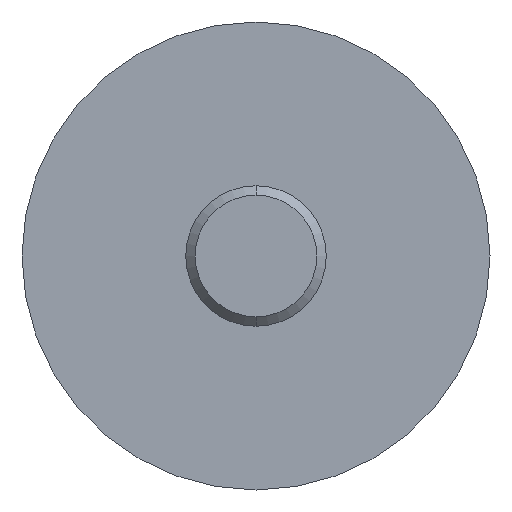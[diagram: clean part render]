
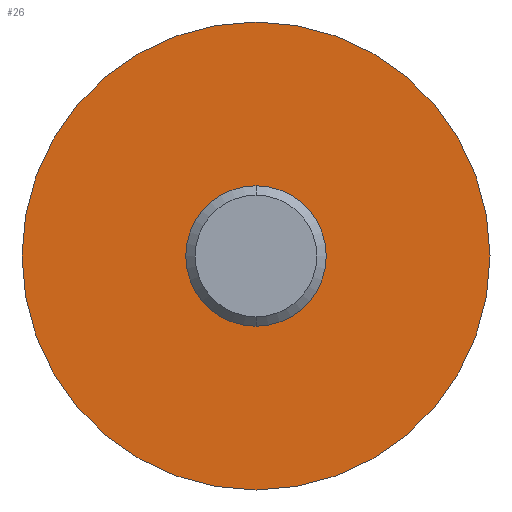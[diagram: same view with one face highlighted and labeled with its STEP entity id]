
A CAD part, front view. The second image highlights one B-rep face of the part: STEP entity #26.
In plain terms, the highlighted planar face has unit normal (0, -1, 0).
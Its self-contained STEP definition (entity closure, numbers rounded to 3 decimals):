
#11 = DIRECTION ( 'NONE',  ( 0., 0., 1. ) ) ;
#15 = VERTEX_POINT ( 'NONE', #38 ) ;
#17 = ORIENTED_EDGE ( 'NONE', *, *, #102, .F. ) ;
#18 = ORIENTED_EDGE ( 'NONE', *, *, #70, .F. ) ;
#20 = DIRECTION ( 'NONE',  ( 0., 1., 0. ) ) ;
#24 = AXIS2_PLACEMENT_3D ( 'NONE', #29, #96, #199 ) ;
#26 = ADVANCED_FACE ( 'NONE', ( #144, #113 ), #259, .F. ) ;
#29 = CARTESIAN_POINT ( 'NONE',  ( 0., 0., 0. ) ) ;
#31 = CARTESIAN_POINT ( 'NONE',  ( 0., 0., 0. ) ) ;
#33 = AXIS2_PLACEMENT_3D ( 'NONE', #31, #20, #138 ) ;
#38 = CARTESIAN_POINT ( 'NONE',  ( 0., 0., 5. ) ) ;
#39 = CIRCLE ( 'NONE', #83, 1.5 ) ;
#43 = CIRCLE ( 'NONE', #201, 5. ) ;
#47 = VERTEX_POINT ( 'NONE', #123 ) ;
#57 = EDGE_LOOP ( 'NONE', ( #168, #18 ) ) ;
#58 = CIRCLE ( 'NONE', #33, 5. ) ;
#63 = DIRECTION ( 'NONE',  ( 0., 0., -1. ) ) ;
#65 = DIRECTION ( 'NONE',  ( 0., 0., 1. ) ) ;
#70 = EDGE_CURVE ( 'NONE', #47, #141, #39, .T. ) ;
#72 = VERTEX_POINT ( 'NONE', #162 ) ;
#83 = AXIS2_PLACEMENT_3D ( 'NONE', #212, #255, #63 ) ;
#96 = DIRECTION ( 'NONE',  ( 0., -1., 0. ) ) ;
#101 = CARTESIAN_POINT ( 'NONE',  ( 0., 0., 0. ) ) ;
#102 = EDGE_CURVE ( 'NONE', #72, #15, #43, .T. ) ;
#113 = FACE_OUTER_BOUND ( 'NONE', #224, .T. ) ;
#123 = CARTESIAN_POINT ( 'NONE',  ( 0., 0., -1.5 ) ) ;
#138 = DIRECTION ( 'NONE',  ( 0., 0., 1. ) ) ;
#141 = VERTEX_POINT ( 'NONE', #187 ) ;
#144 = FACE_BOUND ( 'NONE', #57, .T. ) ;
#160 = CIRCLE ( 'NONE', #24, 1.5 ) ;
#162 = CARTESIAN_POINT ( 'NONE',  ( 0., 0., -5. ) ) ;
#167 = AXIS2_PLACEMENT_3D ( 'NONE', #101, #171, #65 ) ;
#168 = ORIENTED_EDGE ( 'NONE', *, *, #178, .F. ) ;
#171 = DIRECTION ( 'NONE',  ( 0., 1., 0. ) ) ;
#178 = EDGE_CURVE ( 'NONE', #141, #47, #160, .T. ) ;
#187 = CARTESIAN_POINT ( 'NONE',  ( 0., 0., 1.5 ) ) ;
#194 = EDGE_CURVE ( 'NONE', #15, #72, #58, .T. ) ;
#199 = DIRECTION ( 'NONE',  ( 0., 0., -1. ) ) ;
#201 = AXIS2_PLACEMENT_3D ( 'NONE', #209, #238, #11 ) ;
#209 = CARTESIAN_POINT ( 'NONE',  ( 0., 0., 0. ) ) ;
#212 = CARTESIAN_POINT ( 'NONE',  ( 0., 0., 0. ) ) ;
#224 = EDGE_LOOP ( 'NONE', ( #17, #254 ) ) ;
#238 = DIRECTION ( 'NONE',  ( 0., 1., 0. ) ) ;
#254 = ORIENTED_EDGE ( 'NONE', *, *, #194, .F. ) ;
#255 = DIRECTION ( 'NONE',  ( 0., -1., 0. ) ) ;
#259 = PLANE ( 'NONE',  #167 ) ;
